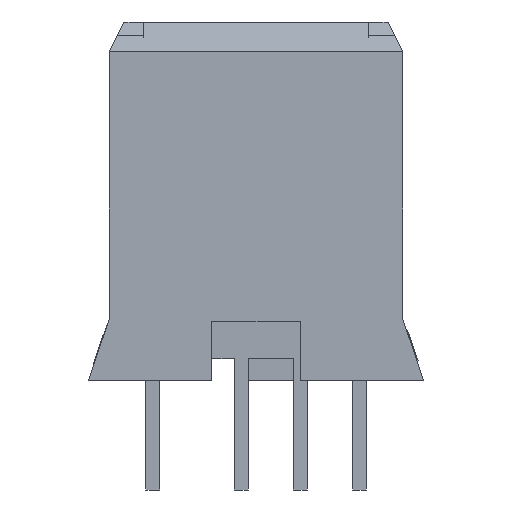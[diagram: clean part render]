
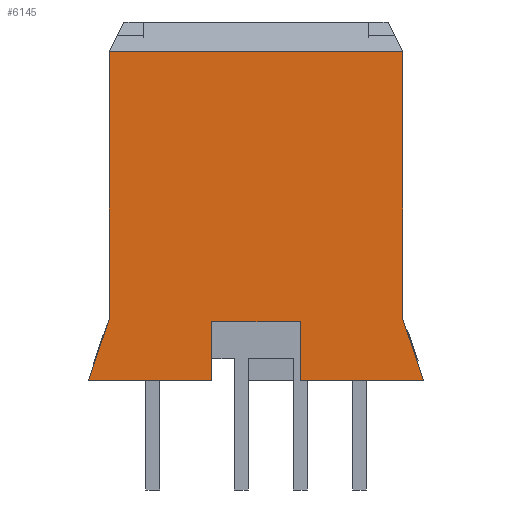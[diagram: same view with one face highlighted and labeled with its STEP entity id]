
A CAD part, left-side view. The second image highlights one B-rep face of the part: STEP entity #6145.
In plain terms, the highlighted planar face has unit normal (-1, 0, 0).
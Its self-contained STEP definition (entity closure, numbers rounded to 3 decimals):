
#72=DIRECTION('',(0.,-1.,0.));
#73=VECTOR('',#72,3.);
#74=CARTESIAN_POINT('',(-12.25,1.5,-10.15));
#75=LINE('',#74,#73);
#76=DIRECTION('',(0.,0.,1.));
#77=VECTOR('',#76,2.);
#78=CARTESIAN_POINT('',(-12.25,1.5,-12.15));
#79=LINE('',#78,#77);
#80=DIRECTION('',(0.,1.,0.));
#81=VECTOR('',#80,4.175);
#82=CARTESIAN_POINT('',(-12.25,1.5,-12.15));
#83=LINE('',#82,#81);
#84=DIRECTION('',(0.,-0.319,0.948));
#85=VECTOR('',#84,2.195);
#86=CARTESIAN_POINT('',(-12.25,5.675,-12.15));
#87=LINE('',#86,#85);
#88=DIRECTION('',(0.,0.,1.));
#89=VECTOR('',#88,9.07);
#90=CARTESIAN_POINT('',(-12.25,4.975,-10.07));
#91=LINE('',#90,#89);
#92=DIRECTION('',(0.,1.,0.));
#93=VECTOR('',#92,9.95);
#94=CARTESIAN_POINT('',(-12.25,-4.975,-1.));
#95=LINE('',#94,#93);
#96=DIRECTION('',(0.,0.,-1.));
#97=VECTOR('',#96,9.07);
#98=CARTESIAN_POINT('',(-12.25,-4.975,-1.));
#99=LINE('',#98,#97);
#100=DIRECTION('',(0.,-0.319,-0.948));
#101=VECTOR('',#100,2.195);
#102=CARTESIAN_POINT('',(-12.25,-4.975,-10.07));
#103=LINE('',#102,#101);
#104=DIRECTION('',(0.,1.,0.));
#105=VECTOR('',#104,4.175);
#106=CARTESIAN_POINT('',(-12.25,-5.675,-12.15));
#107=LINE('',#106,#105);
#108=DIRECTION('',(0.,0.,1.));
#109=VECTOR('',#108,2.);
#110=CARTESIAN_POINT('',(-12.25,-1.5,-12.15));
#111=LINE('',#110,#109);
#4686=CARTESIAN_POINT('',(-12.25,-4.975,-10.07));
#4687=CARTESIAN_POINT('',(-12.25,-5.675,-12.15));
#4688=VERTEX_POINT('',#4686);
#4689=VERTEX_POINT('',#4687);
#4690=CARTESIAN_POINT('',(-12.25,5.675,-12.15));
#4691=CARTESIAN_POINT('',(-12.25,4.975,-10.07));
#4692=VERTEX_POINT('',#4690);
#4693=VERTEX_POINT('',#4691);
#4758=CARTESIAN_POINT('',(-12.25,-4.975,-1.));
#4759=VERTEX_POINT('',#4758);
#4760=CARTESIAN_POINT('',(-12.25,4.975,-1.));
#4761=VERTEX_POINT('',#4760);
#5458=CARTESIAN_POINT('',(-12.25,1.5,-10.15));
#5459=CARTESIAN_POINT('',(-12.25,-1.5,-10.15));
#5460=VERTEX_POINT('',#5458);
#5461=VERTEX_POINT('',#5459);
#5462=CARTESIAN_POINT('',(-12.25,1.5,-12.15));
#5463=VERTEX_POINT('',#5462);
#5464=CARTESIAN_POINT('',(-12.25,-1.5,-12.15));
#5465=VERTEX_POINT('',#5464);
#6118=CARTESIAN_POINT('',(-12.25,0.,0.));
#6119=DIRECTION('',(1.,0.,0.));
#6120=DIRECTION('',(0.,0.,-1.));
#6121=AXIS2_PLACEMENT_3D('',#6118,#6119,#6120);
#6122=PLANE('',#6121);
#6124=ORIENTED_EDGE('',*,*,#6123,.F.);
#6126=ORIENTED_EDGE('',*,*,#6125,.F.);
#6128=ORIENTED_EDGE('',*,*,#6127,.T.);
#6130=ORIENTED_EDGE('',*,*,#6129,.T.);
#6132=ORIENTED_EDGE('',*,*,#6131,.T.);
#6134=ORIENTED_EDGE('',*,*,#6133,.F.);
#6136=ORIENTED_EDGE('',*,*,#6135,.T.);
#6138=ORIENTED_EDGE('',*,*,#6137,.T.);
#6140=ORIENTED_EDGE('',*,*,#6139,.T.);
#6142=ORIENTED_EDGE('',*,*,#6141,.T.);
#6143=EDGE_LOOP('',(#6124,#6126,#6128,#6130,#6132,#6134,#6136,#6138,#6140,
#6142));
#6144=FACE_OUTER_BOUND('',#6143,.F.);
#6145=ADVANCED_FACE('',(#6144),#6122,.F.);
#6123=EDGE_CURVE('',#5460,#5461,#75,.T.);
#6125=EDGE_CURVE('',#5463,#5460,#79,.T.);
#6127=EDGE_CURVE('',#5463,#4692,#83,.T.);
#6129=EDGE_CURVE('',#4692,#4693,#87,.T.);
#6131=EDGE_CURVE('',#4693,#4761,#91,.T.);
#6133=EDGE_CURVE('',#4759,#4761,#95,.T.);
#6135=EDGE_CURVE('',#4759,#4688,#99,.T.);
#6137=EDGE_CURVE('',#4688,#4689,#103,.T.);
#6139=EDGE_CURVE('',#4689,#5465,#107,.T.);
#6141=EDGE_CURVE('',#5465,#5461,#111,.T.);
